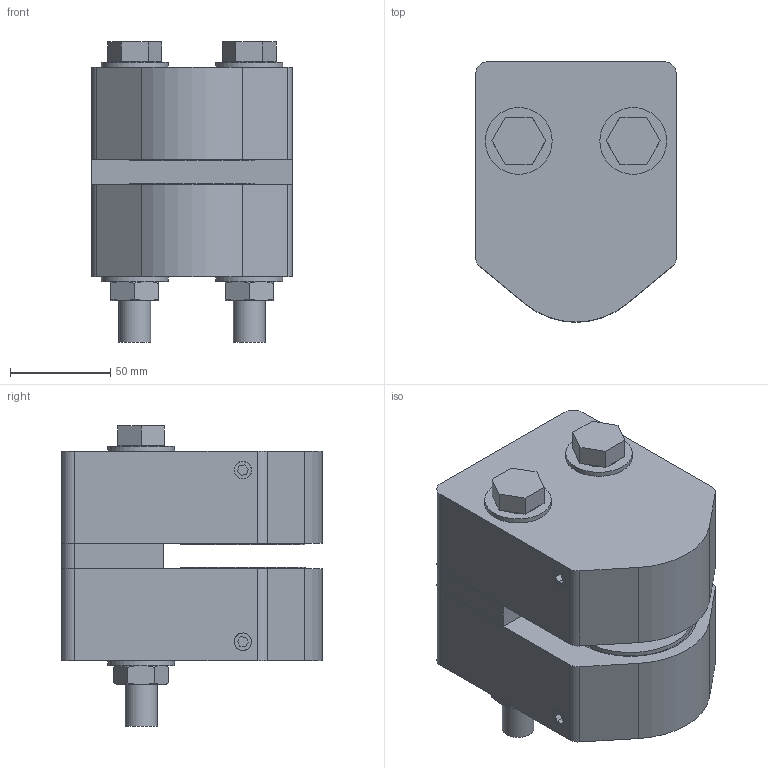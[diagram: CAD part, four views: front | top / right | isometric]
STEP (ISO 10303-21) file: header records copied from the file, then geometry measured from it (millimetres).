
FILE_DESCRIPTION(/* description */ (''),/* implementation_level */ '2;1');
FILE_NAME(/* name */ '4251-0074 P491DLR CALIPER BRAKE.stp',/* time_stamp */ '2022-04-26T10:49:35-05:00',/* author */ ('ChadR'),/* organization */ (''),/* preprocessor_version */ 'ST-DEVELOPER v18.1',/* originating_system */ 'Autodesk Inventor 2020',/* authorisation */ '');
FILE_SCHEMA (('AUTOMOTIVE_DESIGN { 1 0 10303 214 3 1 1 }'));
Length unit declared in the file: inch
Products named in the file (1): 4251-0074 P491DLR CALIPER BRAKE
Bounding box: 100.33 x 130.05 x 149.94 mm (x, y, z)
Volume: 1177485.7 mm3; surface area: 223128.5 mm2
Topology: 38 solids, 38 shells, 448 faces, 1073 edges, 718 vertices
Faces by surface type: plane 219, cylinder 123, cone 76, torus 28, bspline 2
Full cylindrical faces by diameter (mm): 0.127 x2, 3.175 x8, 3.962 x4, 4.826 x14, 5.334 x4, 5.359 x2, 6.35 x2, 8.611 x6, 9.119 x4, 9.5 x2, 9.525 x2, 9.652 x2, 10.287 x5, 10.414 x4, 14.351 x2, 14.91 x2, 15.875 x2, 16.281 x6, 16.662 x4, 17.424 x4, 17.475 x2, 23.273 x2, 33.325 x4, 53.594 x2, 53.721 x2, 53.848 x2, 53.975 x2, 62.23 x2, 62.992 x2, 63.398 x4
Entity records: 15085 total; most frequent: CARTESIAN_POINT 3902, DIRECTION 2371, ORIENTED_EDGE 2118, EDGE_CURVE 1059, AXIS2_PLACEMENT_3D 961, VERTEX_POINT 718, EDGE_LOOP 547, CIRCLE 514
